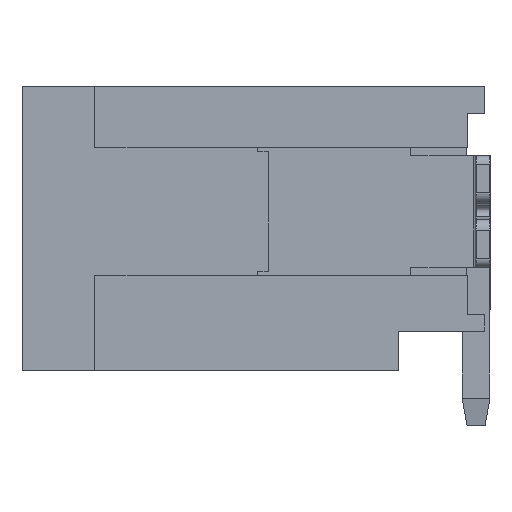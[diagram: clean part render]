
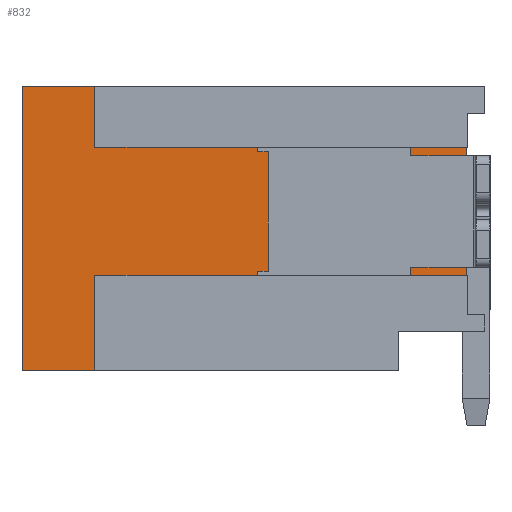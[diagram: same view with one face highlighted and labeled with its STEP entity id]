
A CAD part, left-side view. The second image highlights one B-rep face of the part: STEP entity #832.
In plain terms, the highlighted face is planar.
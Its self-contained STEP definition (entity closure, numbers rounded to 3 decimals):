
#23 = CARTESIAN_POINT ( 'NONE',  ( 5., 7.09, -1.925 ) ) ;
#46 = VECTOR ( 'NONE', #5305, 1000. ) ;
#351 = LINE ( 'NONE', #4090, #5444 ) ;
#420 = ORIENTED_EDGE ( 'NONE', *, *, #2551, .T. ) ;
#455 = AXIS2_PLACEMENT_3D ( 'NONE', #4707, #5472, #1192 ) ;
#535 = DIRECTION ( 'NONE',  ( 0., 1., 0. ) ) ;
#651 = VECTOR ( 'NONE', #3541, 1000. ) ;
#832 = ADVANCED_FACE ( 'NONE', ( #2877 ), #3513, .T. ) ;
#880 = LINE ( 'NONE', #6639, #3172 ) ;
#909 = CARTESIAN_POINT ( 'NONE',  ( 5., 7.09, -2.55 ) ) ;
#1022 = DIRECTION ( 'NONE',  ( 0., 0., 1. ) ) ;
#1192 = DIRECTION ( 'NONE',  ( 0., 0., -1. ) ) ;
#1261 = CARTESIAN_POINT ( 'NONE',  ( 5., 8.4, -2.55 ) ) ;
#1332 = ORIENTED_EDGE ( 'NONE', *, *, #7007, .T. ) ;
#1341 = VERTEX_POINT ( 'NONE', #5705 ) ;
#1470 = VERTEX_POINT ( 'NONE', #2224 ) ;
#1517 = CARTESIAN_POINT ( 'NONE',  ( 5., 7.265, -2.55 ) ) ;
#1591 = CARTESIAN_POINT ( 'NONE',  ( 5., 0.09, -1.925 ) ) ;
#1627 = EDGE_CURVE ( 'NONE', #6817, #1341, #880, .T. ) ;
#1645 = EDGE_CURVE ( 'NONE', #4600, #7461, #5750, .T. ) ;
#1873 = EDGE_LOOP ( 'NONE', ( #6684, #3088, #7499, #5371, #1332, #6705, #6823, #420 ) ) ;
#1932 = EDGE_CURVE ( 'NONE', #1470, #6817, #4764, .T. ) ;
#1967 = LINE ( 'NONE', #1517, #2149 ) ;
#2149 = VECTOR ( 'NONE', #6729, 1000. ) ;
#2224 = CARTESIAN_POINT ( 'NONE',  ( 5., 7.09, 1.325 ) ) ;
#2248 = EDGE_CURVE ( 'NONE', #7461, #1470, #7493, .T. ) ;
#2330 = DIRECTION ( 'NONE',  ( 0., 0., 1. ) ) ;
#2551 = EDGE_CURVE ( 'NONE', #6533, #1341, #351, .T. ) ;
#2605 = DIRECTION ( 'NONE',  ( 0., 1., 0. ) ) ;
#2877 = FACE_OUTER_BOUND ( 'NONE', #1873, .T. ) ;
#3088 = ORIENTED_EDGE ( 'NONE', *, *, #1932, .F. ) ;
#3172 = VECTOR ( 'NONE', #535, 1000. ) ;
#3513 = PLANE ( 'NONE',  #455 ) ;
#3541 = DIRECTION ( 'NONE',  ( 0., 0., 1. ) ) ;
#3827 = VERTEX_POINT ( 'NONE', #23 ) ;
#4090 = CARTESIAN_POINT ( 'NONE',  ( 5., 8.4, -2.55 ) ) ;
#4218 = CARTESIAN_POINT ( 'NONE',  ( 5., 0.42, 1.325 ) ) ;
#4600 = VERTEX_POINT ( 'NONE', #5080 ) ;
#4603 = VERTEX_POINT ( 'NONE', #909 ) ;
#4707 = CARTESIAN_POINT ( 'NONE',  ( 5., 7.265, -2.55 ) ) ;
#4764 = LINE ( 'NONE', #5864, #7229 ) ;
#4806 = LINE ( 'NONE', #1591, #5002 ) ;
#5002 = VECTOR ( 'NONE', #2605, 1000. ) ;
#5080 = CARTESIAN_POINT ( 'NONE',  ( 5., 0.42, -1.925 ) ) ;
#5305 = DIRECTION ( 'NONE',  ( 0., 1., 0. ) ) ;
#5371 = ORIENTED_EDGE ( 'NONE', *, *, #1645, .F. ) ;
#5444 = VECTOR ( 'NONE', #2330, 1000. ) ;
#5472 = DIRECTION ( 'NONE',  ( 1., 0., 0. ) ) ;
#5705 = CARTESIAN_POINT ( 'NONE',  ( 5., 8.4, 2.55 ) ) ;
#5729 = EDGE_CURVE ( 'NONE', #4603, #3827, #6195, .T. ) ;
#5750 = LINE ( 'NONE', #6591, #651 ) ;
#5773 = CARTESIAN_POINT ( 'NONE',  ( 5., 0.09, 1.325 ) ) ;
#5808 = CARTESIAN_POINT ( 'NONE',  ( 5., 7.09, -2.55 ) ) ;
#5864 = CARTESIAN_POINT ( 'NONE',  ( 5., 7.09, 1.325 ) ) ;
#6006 = CARTESIAN_POINT ( 'NONE',  ( 5., 7.09, 2.55 ) ) ;
#6195 = LINE ( 'NONE', #5808, #6282 ) ;
#6282 = VECTOR ( 'NONE', #1022, 1000. ) ;
#6420 = DIRECTION ( 'NONE',  ( 0., 0., 1. ) ) ;
#6533 = VERTEX_POINT ( 'NONE', #1261 ) ;
#6550 = EDGE_CURVE ( 'NONE', #4603, #6533, #1967, .T. ) ;
#6591 = CARTESIAN_POINT ( 'NONE',  ( 5., 0.42, -2.55 ) ) ;
#6639 = CARTESIAN_POINT ( 'NONE',  ( 5., 7.265, 2.55 ) ) ;
#6684 = ORIENTED_EDGE ( 'NONE', *, *, #1627, .F. ) ;
#6705 = ORIENTED_EDGE ( 'NONE', *, *, #5729, .F. ) ;
#6729 = DIRECTION ( 'NONE',  ( 0., 1., 0. ) ) ;
#6817 = VERTEX_POINT ( 'NONE', #6006 ) ;
#6823 = ORIENTED_EDGE ( 'NONE', *, *, #6550, .T. ) ;
#7007 = EDGE_CURVE ( 'NONE', #4600, #3827, #4806, .T. ) ;
#7229 = VECTOR ( 'NONE', #6420, 1000. ) ;
#7461 = VERTEX_POINT ( 'NONE', #4218 ) ;
#7493 = LINE ( 'NONE', #5773, #46 ) ;
#7499 = ORIENTED_EDGE ( 'NONE', *, *, #2248, .F. ) ;
